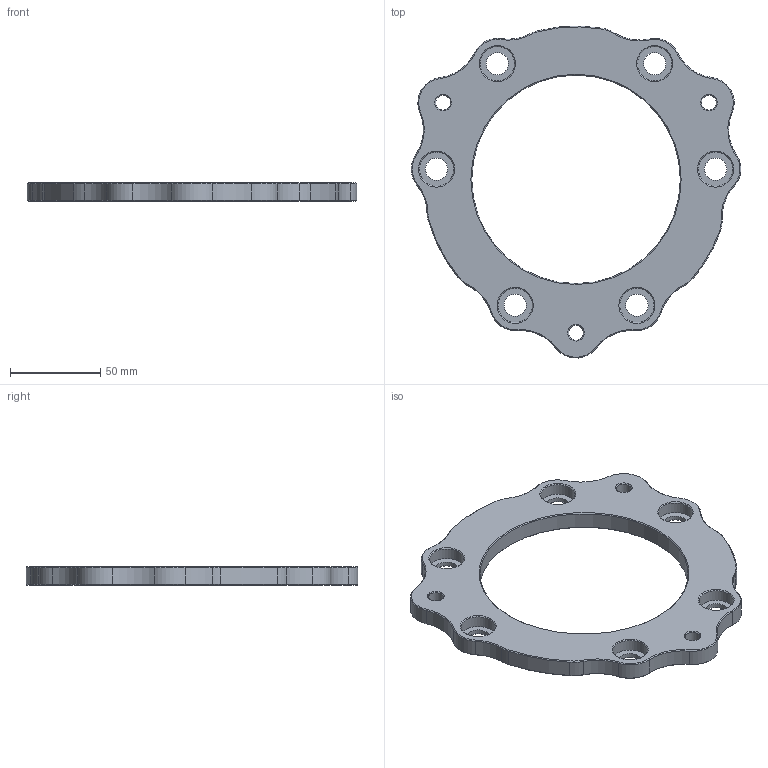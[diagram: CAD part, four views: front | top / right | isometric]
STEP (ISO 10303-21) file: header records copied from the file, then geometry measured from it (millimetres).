
FILE_DESCRIPTION(/* description */ (''),/* implementation_level */ '2;1');
FILE_NAME(/* name */ 'SMS1302-AA-Plaque-INTTop.step',/* time_stamp */ '2023-05-04T18:44:52+02:00',/* author */ (''),/* organization */ (''),/* preprocessor_version */ 'ST-DEVELOPER v19.2',/* originating_system */ 'Autodesk Translation Framework v12.4.0.73',/* authorisation */ '');
FILE_SCHEMA (('AUTOMOTIVE_DESIGN { 1 0 10303 214 3 1 1 }'));
Length unit declared in the file: millimetre
Products named in the file (1): Plaque-INTTop
Bounding box: 182.53 x 183.92 x 10 mm (x, y, z)
Volume: 125129.5 mm3; surface area: 39196.6 mm2
Topology: 1 solids, 1 shells, 134 faces, 298 edges, 172 vertices
Faces by surface type: cone 80, cylinder 46, plane 8
Full cylindrical faces by diameter (mm): 8.2 x3, 12.3 x6, 19 x6, 115.5 x1
Entity records: 3767 total; most frequent: DIRECTION 740, CARTESIAN_POINT 605, ORIENTED_EDGE 596, AXIS2_PLACEMENT_3D 307, EDGE_CURVE 298, CIRCLE 172, VERTEX_POINT 172, EDGE_LOOP 160
